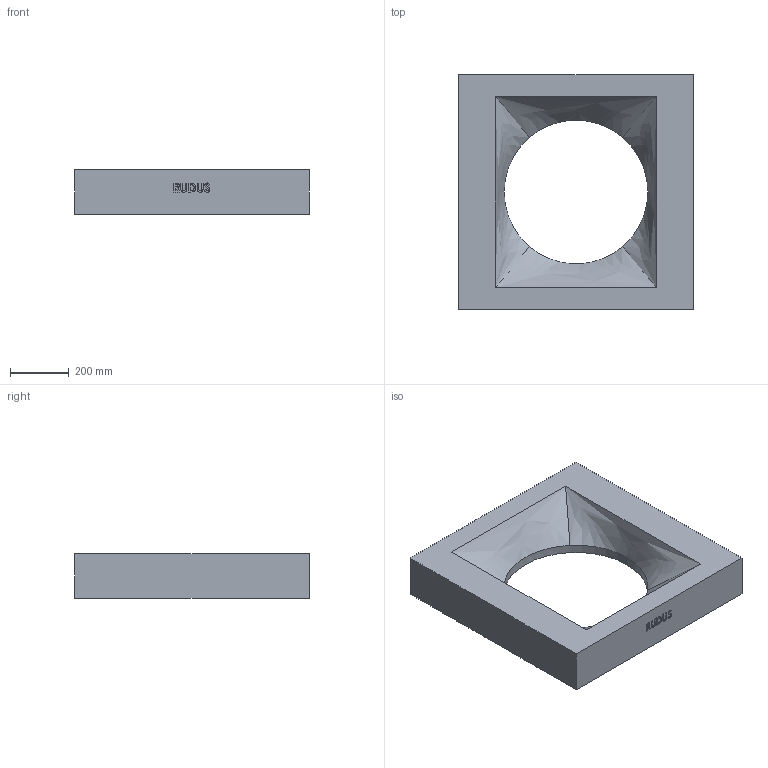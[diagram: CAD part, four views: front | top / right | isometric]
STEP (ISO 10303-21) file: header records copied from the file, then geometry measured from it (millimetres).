
FILE_DESCRIPTION (( 'STEP AP203' ), '1' );
FILE_NAME ('Rudus 27064130 Kitakannen korotusrengas 800_550x800_650x150.step', '2020-03-15T21:35:10', ( '' ), ( '' ), 'SwSTEP 2.0', 'SolidWorks 2019', '' );
FILE_SCHEMA (( 'CONFIG_CONTROL_DESIGN' ));
Length unit declared in the file: millimetre
Products named in the file (2): Rudus 27064130 Kitakannen korotusrengas 800_550x800_650x150; kaivo-osa-korotusrengas-nelio_kitakansi
Assembly tree (1 placements, depth 2):
  Rudus 27064130 Kitakannen korotusrengas 800_550x800_650x150
    kaivo-osa-korotusrengas-nelio_kitakansi
Bounding box: 800 x 800 x 150 mm (x, y, z)
Volume: 57992337.2 mm3; surface area: 1555205 mm2
Topology: 1 solids, 1 shells, 81 faces, 216 edges, 144 vertices
Faces by surface type: plane 44, bspline 35, cylinder 2
Entity records: 3826 total; most frequent: CARTESIAN_POINT 1892, ORIENTED_EDGE 432, DIRECTION 227, EDGE_CURVE 216, VERTEX_POINT 144, VECTOR 111, LINE 111, B_SPLINE_CURVE_WITH_KNOTS 97
